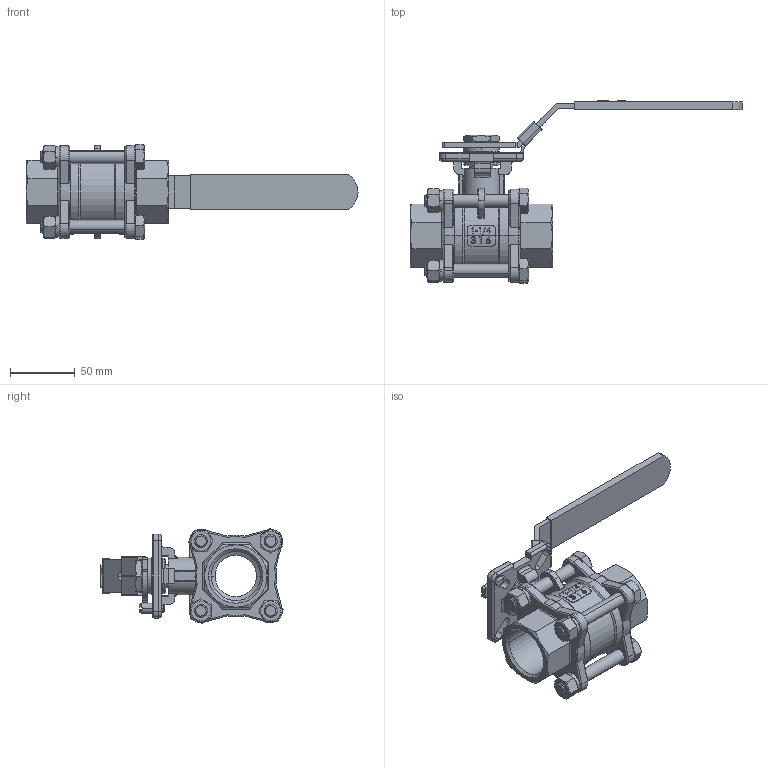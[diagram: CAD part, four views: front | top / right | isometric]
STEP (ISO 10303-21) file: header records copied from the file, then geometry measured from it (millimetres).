
FILE_DESCRIPTION(/* description */ ('Unknown','CAx-IF Rec.Pracs.---Representation and Presentation of Product Manufacturing Information (PMI)---4.0---2014-10-13','CAx-IF Rec.Pracs.---3D Tessellated Geometry---0.4---2014-09-14','2;1'),/* implementation_level */ '2;1');
FILE_NAME(/* name */ '9336-07',/* time_stamp */ '2024-01-24T12:31:54+01:00',/* author */ ('Unknown'),/* organization */ ('Unknown'),/* preprocessor_version */ 'ST-DEVELOPER v18.102',/* originating_system */ 'Solid Edge',/* authorisation */ 'Unknown');
FILE_SCHEMA (('AP242_MANAGED_MODEL_BASED_3D_ENGINEERING_MIM_LF { 1 0 10303 442 1 1 4 }'));
Length unit declared in the file: millimetre
Products named in the file (15): 9336-07; 弹簧垫圈B_GB_FASTENER_WASHER_SW 10; 縐赽; す菜; 蹟邡; 概裝蹟譫; 碟型垫圈; 滅侂え; 蹟譫B_GB_FASTENER_NUT_SNC1 M10-N; 忒梟; 忒梟杶; 概裔; 隅弇种; 概极; 概裝
Assembly tree (26 placements, depth 2):
  9336-07
    弹簧垫圈B_GB_FASTENER_WASHER_SW 10  x4
    縐赽
    す菜
    蹟邡  x4
    概裝蹟譫  x2
    碟型垫圈  x2
    滅侂え
    蹟譫B_GB_FASTENER_NUT_SNC1 M10-N  x4
    忒梟
    忒梟杶
    概裔  x2
    隅弇种
    概极
    概裝
Bounding box: 256 x 140.79 x 73.2 mm (x, y, z)
Volume: 245244.1 mm3; surface area: 129522.4 mm2
Topology: 26 solids, 26 shells, 1106 faces, 2802 edges, 1783 vertices
Faces by surface type: plane 530, cylinder 333, cone 153, bspline 61, torus 29
Entity records: 43804 total; most frequent: CARTESIAN_POINT 22928, ORIENTED_EDGE 4496, DIRECTION 3876, EDGE_CURVE 2248, VERTEX_POINT 1438, AXIS2_PLACEMENT_3D 1381, LINE 1114, VECTOR 1114
